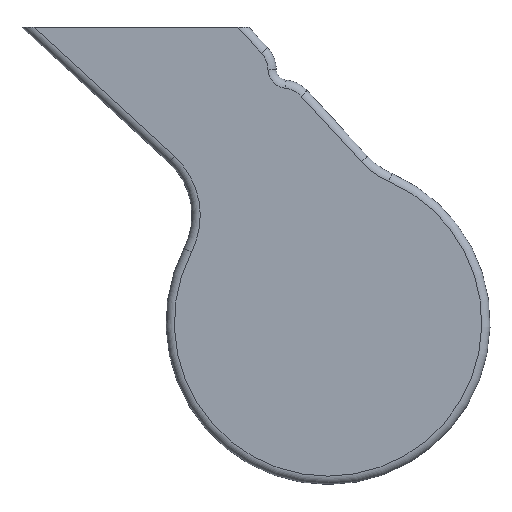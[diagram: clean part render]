
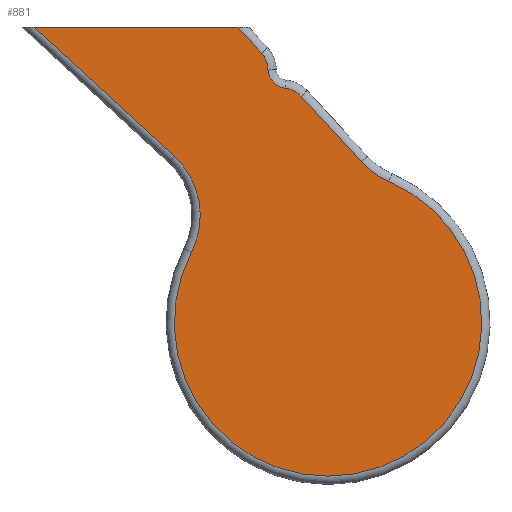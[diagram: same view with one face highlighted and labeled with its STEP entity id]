
A CAD part, top view. The second image highlights one B-rep face of the part: STEP entity #881.
In plain terms, the highlighted planar face has unit normal (0, 0, 1).
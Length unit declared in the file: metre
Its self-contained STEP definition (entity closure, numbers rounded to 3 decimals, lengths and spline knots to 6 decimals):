
#67=CIRCLE('',#967,0.0145);
#68=CIRCLE('',#968,0.02775);
#69=CIRCLE('',#969,0.0145);
#70=CIRCLE('',#970,0.0045);
#71=CIRCLE('',#971,0.0035);
#72=CIRCLE('',#972,0.0045);
#161=ORIENTED_EDGE('',*,*,#392,.F.);
#162=ORIENTED_EDGE('',*,*,#421,.T.);
#163=ORIENTED_EDGE('',*,*,#422,.T.);
#164=ORIENTED_EDGE('',*,*,#423,.T.);
#165=ORIENTED_EDGE('',*,*,#424,.T.);
#166=ORIENTED_EDGE('',*,*,#425,.T.);
#167=ORIENTED_EDGE('',*,*,#426,.T.);
#168=ORIENTED_EDGE('',*,*,#427,.T.);
#169=ORIENTED_EDGE('',*,*,#428,.T.);
#170=ORIENTED_EDGE('',*,*,#429,.T.);
#392=EDGE_CURVE('',#527,#528,#605,.T.);
#421=EDGE_CURVE('',#527,#546,#621,.F.);
#422=EDGE_CURVE('',#546,#547,#67,.F.);
#423=EDGE_CURVE('',#547,#548,#68,.T.);
#424=EDGE_CURVE('',#548,#549,#69,.F.);
#425=EDGE_CURVE('',#549,#550,#622,.F.);
#426=EDGE_CURVE('',#550,#551,#70,.T.);
#427=EDGE_CURVE('',#551,#552,#71,.F.);
#428=EDGE_CURVE('',#552,#553,#72,.T.);
#429=EDGE_CURVE('',#553,#528,#623,.F.);
#527=VERTEX_POINT('',#1389);
#528=VERTEX_POINT('',#1391);
#546=VERTEX_POINT('',#1448);
#547=VERTEX_POINT('',#1450);
#548=VERTEX_POINT('',#1452);
#549=VERTEX_POINT('',#1454);
#550=VERTEX_POINT('',#1456);
#551=VERTEX_POINT('',#1458);
#552=VERTEX_POINT('',#1460);
#553=VERTEX_POINT('',#1462);
#605=LINE('',#1390,#680);
#621=LINE('',#1447,#696);
#622=LINE('',#1455,#697);
#623=LINE('',#1463,#698);
#680=VECTOR('',#1078,1.);
#696=VECTOR('',#1140,1.);
#697=VECTOR('',#1147,1.);
#698=VECTOR('',#1154,1.);
#755=EDGE_LOOP('',(#161,#162,#163,#164,#165,#166,#167,#168,#169,#170));
#808=FACE_BOUND('',#755,.T.);
#855=PLANE('',#966);
#881=ADVANCED_FACE('',(#808),#855,.T.);
#966=AXIS2_PLACEMENT_3D('',#1446,#1138,#1139);
#967=AXIS2_PLACEMENT_3D('',#1449,#1141,#1142);
#968=AXIS2_PLACEMENT_3D('',#1451,#1143,#1144);
#969=AXIS2_PLACEMENT_3D('',#1453,#1145,#1146);
#970=AXIS2_PLACEMENT_3D('',#1457,#1148,#1149);
#971=AXIS2_PLACEMENT_3D('',#1459,#1150,#1151);
#972=AXIS2_PLACEMENT_3D('',#1461,#1152,#1153);
#1078=DIRECTION('',(1.,0.,0.));
#1138=DIRECTION('',(0.,0.,1.));
#1139=DIRECTION('',(1.,0.,0.));
#1140=DIRECTION('',(-0.736,0.677,0.));
#1141=DIRECTION('',(0.,0.,1.));
#1142=DIRECTION('',(1.,0.,0.));
#1143=DIRECTION('',(0.,0.,1.));
#1144=DIRECTION('',(1.,0.,0.));
#1145=DIRECTION('',(0.,0.,1.));
#1146=DIRECTION('',(1.,0.,0.));
#1147=DIRECTION('',(0.677,-0.736,0.));
#1148=DIRECTION('',(0.,0.,1.));
#1149=DIRECTION('',(1.,0.,0.));
#1150=DIRECTION('',(0.,0.,1.));
#1151=DIRECTION('',(1.,0.,0.));
#1152=DIRECTION('',(0.,0.,1.));
#1153=DIRECTION('',(1.,0.,0.));
#1154=DIRECTION('',(0.677,-0.736,0.));
#1389=CARTESIAN_POINT('',(-0.022785,0.0835,0.0025));
#1390=CARTESIAN_POINT('',(0.012433,0.0835,0.0025));
#1391=CARTESIAN_POINT('',(0.013962,0.0835,0.0025));
#1446=CARTESIAN_POINT('',(0.01775,0.04225,0.0025));
#1447=CARTESIAN_POINT('',(0.019722,0.044394,0.0025));
#1448=CARTESIAN_POINT('',(0.002495,0.060243,0.0025));
#1449=CARTESIAN_POINT('',(-0.007323,0.049572,0.0025));
#1450=CARTESIAN_POINT('',(0.005572,0.042941,0.0025));
#1451=CARTESIAN_POINT('',(0.03025,0.03025,0.0025));
#1452=CARTESIAN_POINT('',(0.041219,0.05574,0.0025));
#1453=CARTESIAN_POINT('',(0.04695,0.069059,0.0025));
#1454=CARTESIAN_POINT('',(0.036279,0.059242,0.0025));
#1455=CARTESIAN_POINT('',(0.036252,0.059272,0.0025));
#1456=CARTESIAN_POINT('',(0.025379,0.07109,0.0025));
#1457=CARTESIAN_POINT('',(0.022067,0.068043,0.0025));
#1458=CARTESIAN_POINT('',(0.022536,0.072519,0.0025));
#1459=CARTESIAN_POINT('',(0.0229,0.076,0.0025));
#1460=CARTESIAN_POINT('',(0.019401,0.075926,0.0025));
#1461=CARTESIAN_POINT('',(0.014902,0.075832,0.0025));
#1462=CARTESIAN_POINT('',(0.018213,0.078879,0.0025));
#1463=CARTESIAN_POINT('',(0.036252,0.059272,0.0025));
